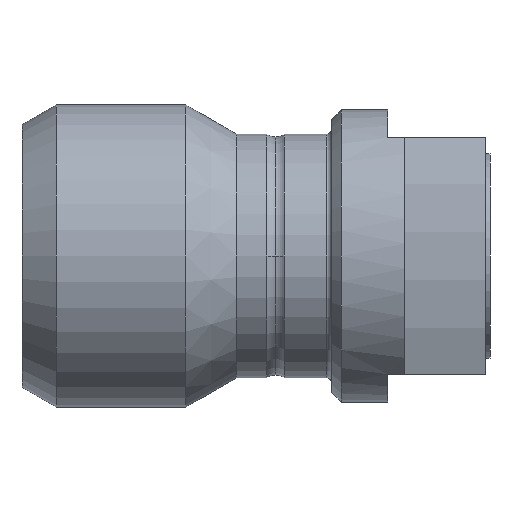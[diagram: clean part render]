
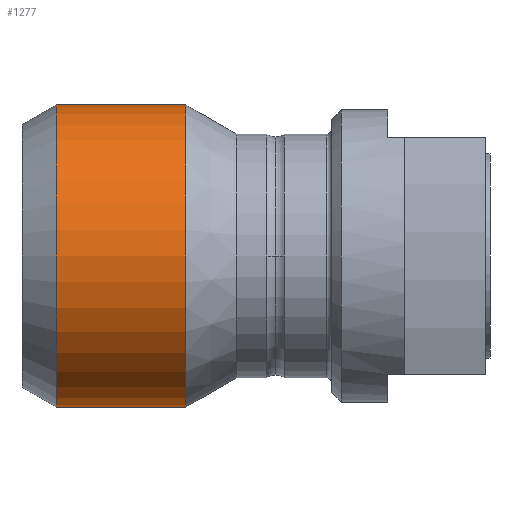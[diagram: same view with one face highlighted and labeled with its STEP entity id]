
A CAD part, front view. The second image highlights one B-rep face of the part: STEP entity #1277.
In plain terms, the highlighted cylindrical face has radius 3.1 mm (diameter 6.2 mm), a partial arc.
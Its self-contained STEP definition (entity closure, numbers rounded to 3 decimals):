
#42 = VERTEX_POINT ( 'NONE', #3127 ) ;
#115 = DIRECTION ( 'NONE',  ( 0., 0., -1. ) ) ;
#249 = LINE ( 'NONE', #3306, #290 ) ;
#290 = VECTOR ( 'NONE', #2219, 1000. ) ;
#648 = DIRECTION ( 'NONE',  ( -1., 0., 0. ) ) ;
#779 = VERTEX_POINT ( 'NONE', #1618 ) ;
#806 = CARTESIAN_POINT ( 'NONE',  ( 3.1, 0., -8.8 ) ) ;
#958 = CARTESIAN_POINT ( 'NONE',  ( 0., 0., -6.139 ) ) ;
#1196 = CARTESIAN_POINT ( 'NONE',  ( 0., 0., -9.5 ) ) ;
#1226 = DIRECTION ( 'NONE',  ( -1., 0., 0. ) ) ;
#1234 = EDGE_LOOP ( 'NONE', ( #2866, #2233, #2597, #2198 ) ) ;
#1272 = EDGE_CURVE ( 'NONE', #779, #1490, #3112, .T. ) ;
#1277 = ADVANCED_FACE ( 'NONE', ( #1423 ), #1340, .T. ) ;
#1340 = CYLINDRICAL_SURFACE ( 'NONE', #2345, 3.1 ) ;
#1363 = AXIS2_PLACEMENT_3D ( 'NONE', #958, #2872, #1226 ) ;
#1386 = CIRCLE ( 'NONE', #2563, 3.1 ) ;
#1423 = FACE_OUTER_BOUND ( 'NONE', #1234, .T. ) ;
#1490 = VERTEX_POINT ( 'NONE', #806 ) ;
#1610 = EDGE_CURVE ( 'NONE', #42, #3299, #249, .T. ) ;
#1618 = CARTESIAN_POINT ( 'NONE',  ( 3.1, 0., -6.139 ) ) ;
#1748 = DIRECTION ( 'NONE',  ( -1., 0., 0. ) ) ;
#1908 = EDGE_CURVE ( 'NONE', #779, #42, #2086, .T. ) ;
#2086 = CIRCLE ( 'NONE', #1363, 3.1 ) ;
#2198 = ORIENTED_EDGE ( 'NONE', *, *, #3132, .F. ) ;
#2219 = DIRECTION ( 'NONE',  ( 0., 0., -1. ) ) ;
#2233 = ORIENTED_EDGE ( 'NONE', *, *, #1908, .T. ) ;
#2320 = CARTESIAN_POINT ( 'NONE',  ( -3.1, 0., -8.8 ) ) ;
#2345 = AXIS2_PLACEMENT_3D ( 'NONE', #1196, #3111, #1748 ) ;
#2374 = VECTOR ( 'NONE', #3146, 1000. ) ;
#2563 = AXIS2_PLACEMENT_3D ( 'NONE', #3125, #115, #648 ) ;
#2597 = ORIENTED_EDGE ( 'NONE', *, *, #1610, .T. ) ;
#2840 = CARTESIAN_POINT ( 'NONE',  ( 3.1, 0., -9.5 ) ) ;
#2866 = ORIENTED_EDGE ( 'NONE', *, *, #1272, .F. ) ;
#2872 = DIRECTION ( 'NONE',  ( 0., 0., -1. ) ) ;
#3111 = DIRECTION ( 'NONE',  ( 0., 0., -1. ) ) ;
#3112 = LINE ( 'NONE', #2840, #2374 ) ;
#3125 = CARTESIAN_POINT ( 'NONE',  ( 0., 0., -8.8 ) ) ;
#3127 = CARTESIAN_POINT ( 'NONE',  ( -3.1, 0., -6.139 ) ) ;
#3132 = EDGE_CURVE ( 'NONE', #1490, #3299, #1386, .T. ) ;
#3146 = DIRECTION ( 'NONE',  ( 0., 0., -1. ) ) ;
#3299 = VERTEX_POINT ( 'NONE', #2320 ) ;
#3306 = CARTESIAN_POINT ( 'NONE',  ( -3.1, 0., -9.5 ) ) ;
